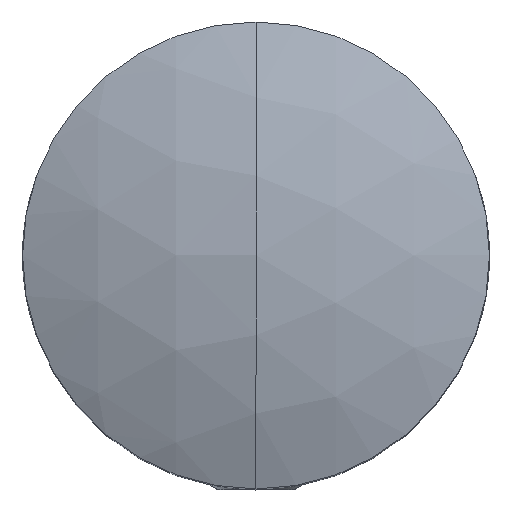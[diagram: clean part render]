
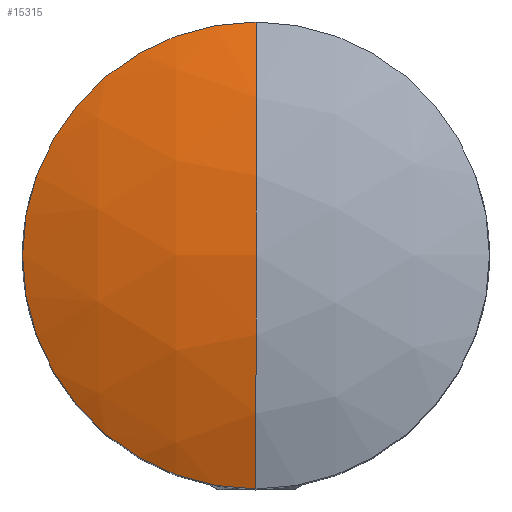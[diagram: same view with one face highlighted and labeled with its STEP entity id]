
A CAD part, top view. The second image highlights one B-rep face of the part: STEP entity #15315.
In plain terms, the highlighted spherical face has radius 28 mm.
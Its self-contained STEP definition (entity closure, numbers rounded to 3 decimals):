
#42 = DIRECTION ( 'NONE',  ( 0., -1., 0. ) ) ;
#1574 = DIRECTION ( 'NONE',  ( 0., 0., 1. ) ) ;
#1685 = CIRCLE ( 'NONE', #11863, 28. ) ;
#2014 = DIRECTION ( 'NONE',  ( 0., 1., 0. ) ) ;
#3096 = DIRECTION ( 'NONE',  ( -1., 0., 0. ) ) ;
#3255 = ORIENTED_EDGE ( 'NONE', *, *, #4235, .T. ) ;
#4000 = CARTESIAN_POINT ( 'NONE',  ( 0., 0., -15. ) ) ;
#4235 = EDGE_CURVE ( 'NONE', #10075, #16990, #1685, .T. ) ;
#4475 = CARTESIAN_POINT ( 'NONE',  ( 0., 0., -15. ) ) ;
#4943 = ORIENTED_EDGE ( 'NONE', *, *, #15103, .F. ) ;
#5520 = CARTESIAN_POINT ( 'NONE',  ( 0., -11., 10.749 ) ) ;
#6357 = CIRCLE ( 'NONE', #8816, 28. ) ;
#7777 = DIRECTION ( 'NONE',  ( 1., 0., 0. ) ) ;
#7929 = DIRECTION ( 'NONE',  ( -1., 0., 0. ) ) ;
#7950 = CARTESIAN_POINT ( 'NONE',  ( 0., 0., -15. ) ) ;
#8050 = VERTEX_POINT ( 'NONE', #11678 ) ;
#8215 = SPHERICAL_SURFACE ( 'NONE', #10610, 28. ) ;
#8493 = EDGE_CURVE ( 'NONE', #8050, #10075, #9067, .T. ) ;
#8816 = AXIS2_PLACEMENT_3D ( 'NONE', #7950, #7777, #13069 ) ;
#9067 = CIRCLE ( 'NONE', #14110, 11. ) ;
#9476 = CARTESIAN_POINT ( 'NONE',  ( 0., 0., 10.749 ) ) ;
#10075 = VERTEX_POINT ( 'NONE', #5520 ) ;
#10610 = AXIS2_PLACEMENT_3D ( 'NONE', #4475, #3096, #2014 ) ;
#10820 = DIRECTION ( 'NONE',  ( 0., -1., 0. ) ) ;
#11678 = CARTESIAN_POINT ( 'NONE',  ( 0., 11., 10.749 ) ) ;
#11863 = AXIS2_PLACEMENT_3D ( 'NONE', #4000, #7929, #42 ) ;
#12363 = FACE_OUTER_BOUND ( 'NONE', #14444, .T. ) ;
#12413 = ORIENTED_EDGE ( 'NONE', *, *, #8493, .T. ) ;
#13069 = DIRECTION ( 'NONE',  ( 0., 0., -1. ) ) ;
#14110 = AXIS2_PLACEMENT_3D ( 'NONE', #9476, #1574, #10820 ) ;
#14444 = EDGE_LOOP ( 'NONE', ( #12413, #3255, #4943 ) ) ;
#15103 = EDGE_CURVE ( 'NONE', #8050, #16990, #6357, .T. ) ;
#15315 = ADVANCED_FACE ( 'NONE', ( #12363 ), #8215, .T. ) ;
#15672 = CARTESIAN_POINT ( 'NONE',  ( 0., 0., 13. ) ) ;
#16990 = VERTEX_POINT ( 'NONE', #15672 ) ;
